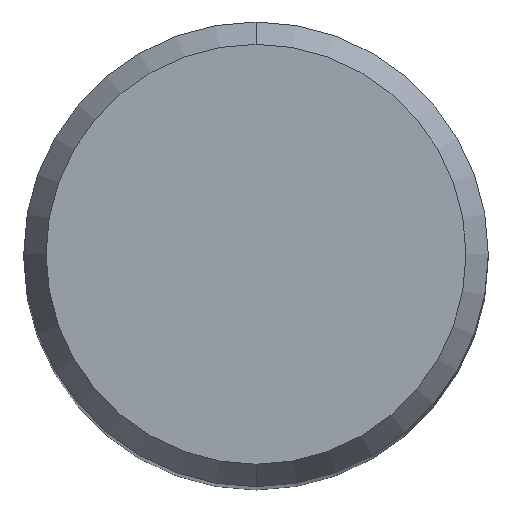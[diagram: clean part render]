
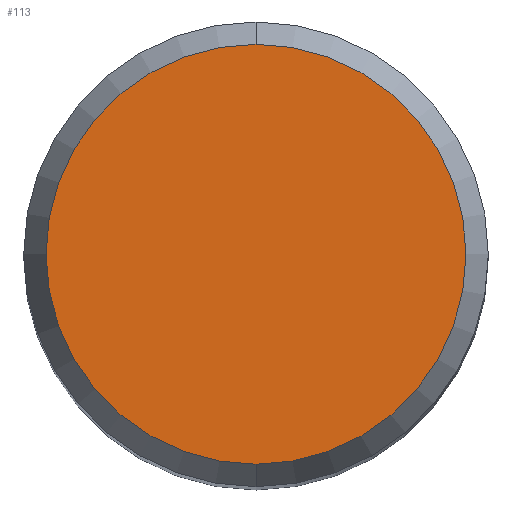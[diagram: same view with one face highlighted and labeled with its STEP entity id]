
A CAD part, top view. The second image highlights one B-rep face of the part: STEP entity #113.
In plain terms, the highlighted planar face has unit normal (0, 0, 1).
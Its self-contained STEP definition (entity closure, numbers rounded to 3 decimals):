
#111=VERTEX_POINT('',#263);
#113=ADVANCED_FACE('',(#265),#266,.T.);
#153=EDGE_CURVE('',#191,#111,#312,.T.);
#163=EDGE_CURVE('',#111,#191,#322,.T.);
#191=VERTEX_POINT('',#355);
#263=CARTESIAN_POINT('',(0.0,4.304,0.0));
#265=FACE_OUTER_BOUND('',#431,.T.);
#266=PLANE('',#432);
#312=CIRCLE('',#488,4.304);
#322=CIRCLE('',#502,4.304);
#355=CARTESIAN_POINT('',(0.,-4.304,0.0));
#431=EDGE_LOOP('',(#618,#619));
#432=AXIS2_PLACEMENT_3D('',#620,#621,#622);
#488=AXIS2_PLACEMENT_3D('',#688,#689,#690);
#502=AXIS2_PLACEMENT_3D('',#695,#696,#697);
#618=ORIENTED_EDGE('',*,*,#163,.F.);
#619=ORIENTED_EDGE('',*,*,#153,.F.);
#620=CARTESIAN_POINT('',(0.0,2.152,0.0));
#621=DIRECTION('',(-0.0,0.0,1.0));
#622=DIRECTION('',(0.0,-1.0,0.0));
#688=CARTESIAN_POINT('',(0.0,0.0,0.0));
#689=DIRECTION('',(0.0,0.0,-1.0));
#690=DIRECTION('',(0.0,1.0,0.0));
#695=CARTESIAN_POINT('',(0.0,0.0,0.0));
#696=DIRECTION('',(0.0,0.0,-1.0));
#697=DIRECTION('',(0.0,1.0,0.0));
